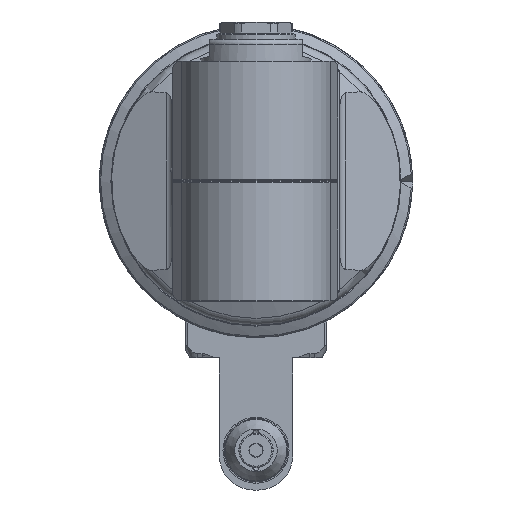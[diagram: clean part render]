
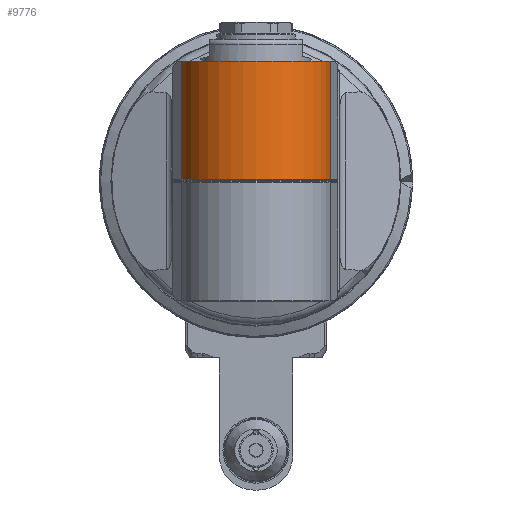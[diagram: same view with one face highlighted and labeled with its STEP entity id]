
A CAD part, front view. The second image highlights one B-rep face of the part: STEP entity #9776.
In plain terms, the highlighted cylindrical face has radius 31 mm (diameter 62 mm), a partial arc.
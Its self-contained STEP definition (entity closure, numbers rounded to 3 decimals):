
#427=CYLINDRICAL_SURFACE('',#10761,31.);
#956=CIRCLE('',#10759,31.);
#958=CIRCLE('',#10762,31.);
#1522=FACE_OUTER_BOUND('',#2158,.T.);
#2158=EDGE_LOOP('',(#8241,#8242,#8243,#8244));
#3033=LINE('',#31094,#3646);
#3035=LINE('',#31152,#3648);
#3646=VECTOR('',#13057,48.334);
#3648=VECTOR('',#13069,48.334);
#4501=VERTEX_POINT('',#31078);
#4503=VERTEX_POINT('',#31083);
#4505=VERTEX_POINT('',#31096);
#4519=VERTEX_POINT('',#31150);
#5799=EDGE_CURVE('',#4503,#4501,#3033,.T.);
#5800=EDGE_CURVE('',#4503,#4505,#956,.T.);
#5815=EDGE_CURVE('',#4519,#4501,#958,.T.);
#5816=EDGE_CURVE('',#4519,#4505,#3035,.T.);
#8241=ORIENTED_EDGE('',*,*,#5799,.T.);
#8242=ORIENTED_EDGE('',*,*,#5815,.F.);
#8243=ORIENTED_EDGE('',*,*,#5816,.T.);
#8244=ORIENTED_EDGE('',*,*,#5800,.F.);
#9776=ADVANCED_FACE('',(#1522),#427,.T.);
#10759=AXIS2_PLACEMENT_3D('',#31097,#13060,#13061);
#10761=AXIS2_PLACEMENT_3D('',#31149,#13065,#13066);
#10762=AXIS2_PLACEMENT_3D('',#31151,#13067,#13068);
#13057=DIRECTION('',(0.,1.,0.));
#13060=DIRECTION('center_axis',(0.,-1.,0.));
#13061=DIRECTION('ref_axis',(0.208,0.,-0.978));
#13065=DIRECTION('center_axis',(0.,1.,0.));
#13066=DIRECTION('ref_axis',(1.,0.,0.));
#13067=DIRECTION('center_axis',(0.,1.,0.));
#13068=DIRECTION('ref_axis',(1.,0.,0.));
#13069=DIRECTION('',(0.,-1.,0.));
#31078=CARTESIAN_POINT('',(284.508,-0.666,-30.323));
#31083=CARTESIAN_POINT('',(284.508,-49.,-30.323));
#31094=CARTESIAN_POINT('',(284.508,-49.,-30.323));
#31096=CARTESIAN_POINT('',(284.508,-49.,30.323));
#31097=CARTESIAN_POINT('Origin',(278.063,-49.,0.));
#31149=CARTESIAN_POINT('Origin',(278.063,49.,0.));
#31150=CARTESIAN_POINT('',(284.508,-0.666,30.323));
#31151=CARTESIAN_POINT('Origin',(278.063,-0.666,0.));
#31152=CARTESIAN_POINT('',(284.508,-0.666,30.323));
